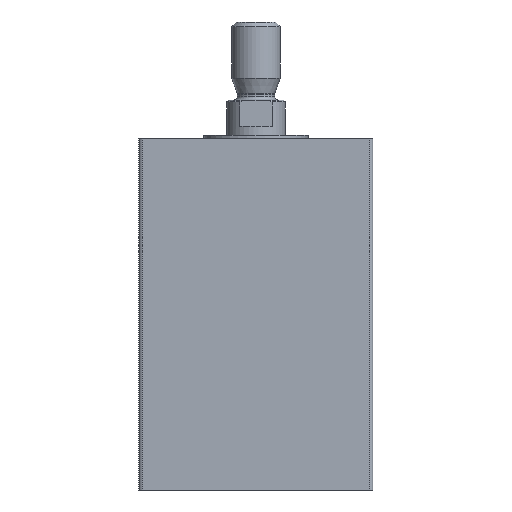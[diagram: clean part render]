
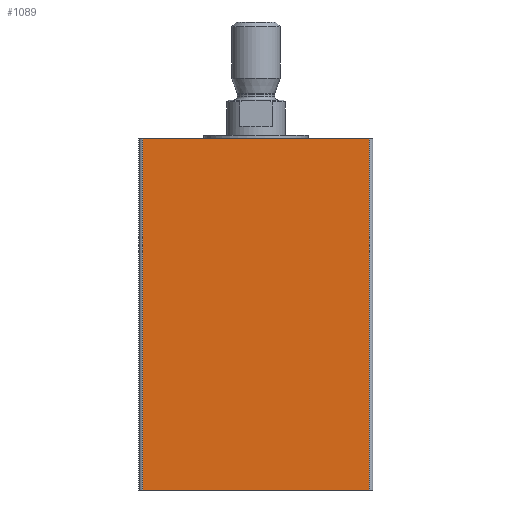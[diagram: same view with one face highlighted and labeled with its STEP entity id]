
A CAD part, front view. The second image highlights one B-rep face of the part: STEP entity #1089.
In plain terms, the highlighted planar face has unit normal (0, -1, 0).
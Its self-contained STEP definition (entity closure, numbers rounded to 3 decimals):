
#43=PLANE('',#1191);
#76=LINE('',#1735,#142);
#77=LINE('',#1737,#143);
#78=LINE('',#1739,#144);
#79=LINE('',#1741,#145);
#142=VECTOR('',#1359,1000.);
#143=VECTOR('',#1362,1000.);
#144=VECTOR('',#1363,1000.);
#145=VECTOR('',#1364,1000.);
#215=ORIENTED_EDGE('',*,*,#513,.F.);
#216=ORIENTED_EDGE('',*,*,#512,.F.);
#217=ORIENTED_EDGE('',*,*,#514,.T.);
#218=ORIENTED_EDGE('',*,*,#515,.T.);
#512=EDGE_CURVE('',#660,#659,#76,.T.);
#513=EDGE_CURVE('',#659,#661,#77,.T.);
#514=EDGE_CURVE('',#660,#662,#78,.T.);
#515=EDGE_CURVE('',#662,#661,#79,.T.);
#659=VERTEX_POINT('',#1732);
#660=VERTEX_POINT('',#1734);
#661=VERTEX_POINT('',#1738);
#662=VERTEX_POINT('',#1740);
#846=EDGE_LOOP('',(#215,#216,#217,#218));
#950=FACE_BOUND('',#846,.T.);
#1089=ADVANCED_FACE('',(#950),#43,.T.);
#1191=AXIS2_PLACEMENT_3D('',#1736,#1360,#1361);
#1359=DIRECTION('',(0.,0.,1.));
#1360=DIRECTION('',(0.,-1.,0.));
#1361=DIRECTION('',(0.,0.,-1.));
#1362=DIRECTION('',(1.,0.,0.));
#1363=DIRECTION('',(1.,0.,0.));
#1364=DIRECTION('',(0.,0.,1.));
#1732=CARTESIAN_POINT('',(-11.6,-12.,0.));
#1734=CARTESIAN_POINT('',(-11.6,-12.,-36.));
#1735=CARTESIAN_POINT('',(-11.6,-12.,-36.));
#1736=CARTESIAN_POINT('',(-11.6,-12.,-36.));
#1737=CARTESIAN_POINT('',(-11.6,-12.,0.));
#1738=CARTESIAN_POINT('',(11.6,-12.,0.));
#1739=CARTESIAN_POINT('',(-11.6,-12.,-36.));
#1740=CARTESIAN_POINT('',(11.6,-12.,-36.));
#1741=CARTESIAN_POINT('',(11.6,-12.,-36.));
